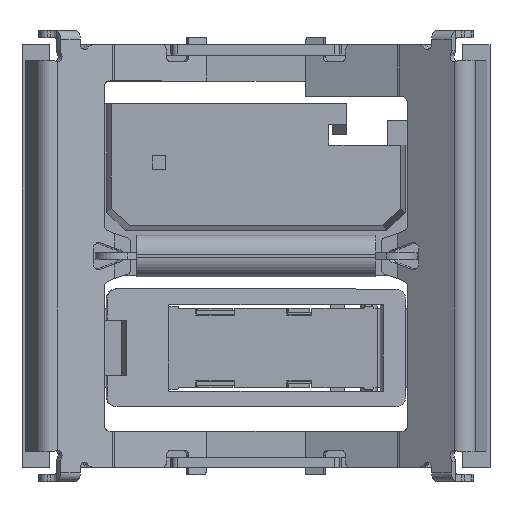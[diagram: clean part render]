
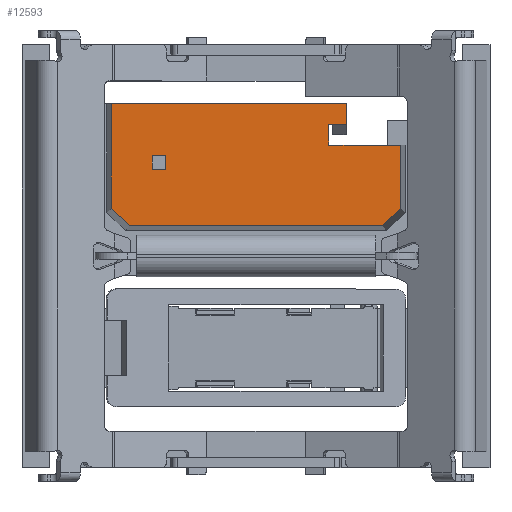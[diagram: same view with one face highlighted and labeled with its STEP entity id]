
A CAD part, top view. The second image highlights one B-rep face of the part: STEP entity #12593.
In plain terms, the highlighted face is planar.
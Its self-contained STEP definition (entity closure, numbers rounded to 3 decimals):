
#81=FACE_BOUND('',#1601,.T.);
#921=FACE_OUTER_BOUND('',#1600,.T.);
#1600=EDGE_LOOP('',(#8891,#8892,#8893,#8894,#8895,#8896,#8897,#8898,#8899,
#8900));
#1601=EDGE_LOOP('',(#8901,#8902,#8903,#8904));
#2300=LINE('',#18465,#3727);
#2303=LINE('',#18470,#3730);
#2558=LINE('',#19006,#3985);
#2592=LINE('',#19069,#4019);
#2594=LINE('',#19074,#4021);
#2595=LINE('',#19075,#4022);
#2596=LINE('',#19077,#4023);
#2597=LINE('',#19079,#4024);
#2598=LINE('',#19081,#4025);
#2599=LINE('',#19083,#4026);
#2600=LINE('',#19084,#4027);
#2601=LINE('',#19085,#4028);
#2602=LINE('',#19087,#4029);
#2603=LINE('',#19088,#4030);
#3727=VECTOR('',#14662,1000.);
#3730=VECTOR('',#14667,1000.);
#3985=VECTOR('',#15058,1000.);
#4019=VECTOR('',#15134,1000.);
#4021=VECTOR('',#15138,1000.);
#4022=VECTOR('',#15139,1000.);
#4023=VECTOR('',#15140,1000.);
#4024=VECTOR('',#15141,1000.);
#4025=VECTOR('',#15142,1000.);
#4026=VECTOR('',#15143,1000.);
#4027=VECTOR('',#15144,1000.);
#4028=VECTOR('',#15145,1000.);
#4029=VECTOR('',#15146,1000.);
#4030=VECTOR('',#15147,1000.);
#5170=VERTEX_POINT('',#18462);
#5171=VERTEX_POINT('',#18464);
#5172=VERTEX_POINT('',#18469);
#5384=VERTEX_POINT('',#19003);
#5385=VERTEX_POINT('',#19005);
#5392=VERTEX_POINT('',#19066);
#5393=VERTEX_POINT('',#19068);
#5394=VERTEX_POINT('',#19072);
#5395=VERTEX_POINT('',#19073);
#5396=VERTEX_POINT('',#19076);
#5397=VERTEX_POINT('',#19078);
#5398=VERTEX_POINT('',#19080);
#5399=VERTEX_POINT('',#19082);
#5400=VERTEX_POINT('',#19086);
#6454=EDGE_CURVE('',#5170,#5171,#2300,.T.);
#6457=EDGE_CURVE('',#5171,#5172,#2303,.T.);
#6734=EDGE_CURVE('',#5384,#5385,#2558,.T.);
#6768=EDGE_CURVE('',#5393,#5392,#2592,.T.);
#6770=EDGE_CURVE('',#5394,#5395,#2594,.T.);
#6771=EDGE_CURVE('',#5393,#5395,#2595,.T.);
#6772=EDGE_CURVE('',#5396,#5392,#2596,.T.);
#6773=EDGE_CURVE('',#5396,#5397,#2597,.T.);
#6774=EDGE_CURVE('',#5398,#5397,#2598,.T.);
#6775=EDGE_CURVE('',#5398,#5399,#2599,.T.);
#6776=EDGE_CURVE('',#5399,#5385,#2600,.T.);
#6777=EDGE_CURVE('',#5394,#5384,#2601,.T.);
#6778=EDGE_CURVE('',#5400,#5170,#2602,.T.);
#6779=EDGE_CURVE('',#5172,#5400,#2603,.T.);
#8891=ORIENTED_EDGE('',*,*,#6770,.T.);
#8892=ORIENTED_EDGE('',*,*,#6771,.F.);
#8893=ORIENTED_EDGE('',*,*,#6768,.T.);
#8894=ORIENTED_EDGE('',*,*,#6772,.F.);
#8895=ORIENTED_EDGE('',*,*,#6773,.T.);
#8896=ORIENTED_EDGE('',*,*,#6774,.F.);
#8897=ORIENTED_EDGE('',*,*,#6775,.T.);
#8898=ORIENTED_EDGE('',*,*,#6776,.T.);
#8899=ORIENTED_EDGE('',*,*,#6734,.F.);
#8900=ORIENTED_EDGE('',*,*,#6777,.F.);
#8901=ORIENTED_EDGE('',*,*,#6457,.F.);
#8902=ORIENTED_EDGE('',*,*,#6454,.F.);
#8903=ORIENTED_EDGE('',*,*,#6778,.F.);
#8904=ORIENTED_EDGE('',*,*,#6779,.F.);
#12130=PLANE('',#13425);
#12593=ADVANCED_FACE('',(#921,#81),#12130,.T.);
#13425=AXIS2_PLACEMENT_3D('',#19071,#15136,#15137);
#14662=DIRECTION('',(1.,0.,0.));
#14667=DIRECTION('',(0.,-1.,0.));
#15058=DIRECTION('',(1.,0.,0.));
#15134=DIRECTION('',(-1.,0.,0.));
#15136=DIRECTION('center_axis',(0.,0.,-1.));
#15137=DIRECTION('ref_axis',(-1.,0.,0.));
#15138=DIRECTION('',(1.,0.,0.));
#15139=DIRECTION('',(0.,1.,0.));
#15140=DIRECTION('',(0.,-1.,0.));
#15141=DIRECTION('',(0.718,0.696,0.));
#15142=DIRECTION('',(-1.,0.,0.));
#15143=DIRECTION('',(0.718,-0.696,0.));
#15144=DIRECTION('',(0.,-1.,0.));
#15145=DIRECTION('',(0.,1.,0.));
#15146=DIRECTION('',(0.,1.,0.));
#15147=DIRECTION('',(-1.,0.,0.));
#18462=CARTESIAN_POINT('',(-3.,-2.5,-0.7));
#18464=CARTESIAN_POINT('',(-2.6,-2.5,-0.7));
#18465=CARTESIAN_POINT('',(0.,-2.5,-0.7));
#18469=CARTESIAN_POINT('',(-2.6,-2.9,-0.7));
#18470=CARTESIAN_POINT('',(-2.6,0.,-0.7));
#19003=CARTESIAN_POINT('',(2.1,-3.2,-0.7));
#19005=CARTESIAN_POINT('',(4.177,-3.2,-0.7));
#19006=CARTESIAN_POINT('',(0.,-3.2,-0.7));
#19066=CARTESIAN_POINT('',(-4.177,-4.4,-0.7));
#19068=CARTESIAN_POINT('',(2.6,-4.4,-0.7));
#19069=CARTESIAN_POINT('',(4.3,-4.4,-0.7));
#19071=CARTESIAN_POINT('Origin',(0.,0.,-0.7));
#19072=CARTESIAN_POINT('',(2.1,-3.8,-0.7));
#19073=CARTESIAN_POINT('',(2.6,-3.8,-0.7));
#19074=CARTESIAN_POINT('',(2.6,-3.8,-0.7));
#19075=CARTESIAN_POINT('',(2.6,0.,-0.7));
#19076=CARTESIAN_POINT('',(-4.177,-1.381,-0.7));
#19077=CARTESIAN_POINT('',(-4.177,-0.039,-0.7));
#19078=CARTESIAN_POINT('',(-3.653,-0.873,-0.7));
#19079=CARTESIAN_POINT('',(-1.333,1.375,-0.7));
#19080=CARTESIAN_POINT('',(3.653,-0.873,-0.7));
#19081=CARTESIAN_POINT('',(0.,-0.873,-0.7));
#19082=CARTESIAN_POINT('',(4.177,-1.381,-0.7));
#19083=CARTESIAN_POINT('',(1.333,1.375,-0.7));
#19084=CARTESIAN_POINT('',(4.177,-0.039,-0.7));
#19085=CARTESIAN_POINT('',(2.1,0.,-0.7));
#19086=CARTESIAN_POINT('',(-3.,-2.9,-0.7));
#19087=CARTESIAN_POINT('',(-3.,0.,-0.7));
#19088=CARTESIAN_POINT('',(0.,-2.9,-0.7));
